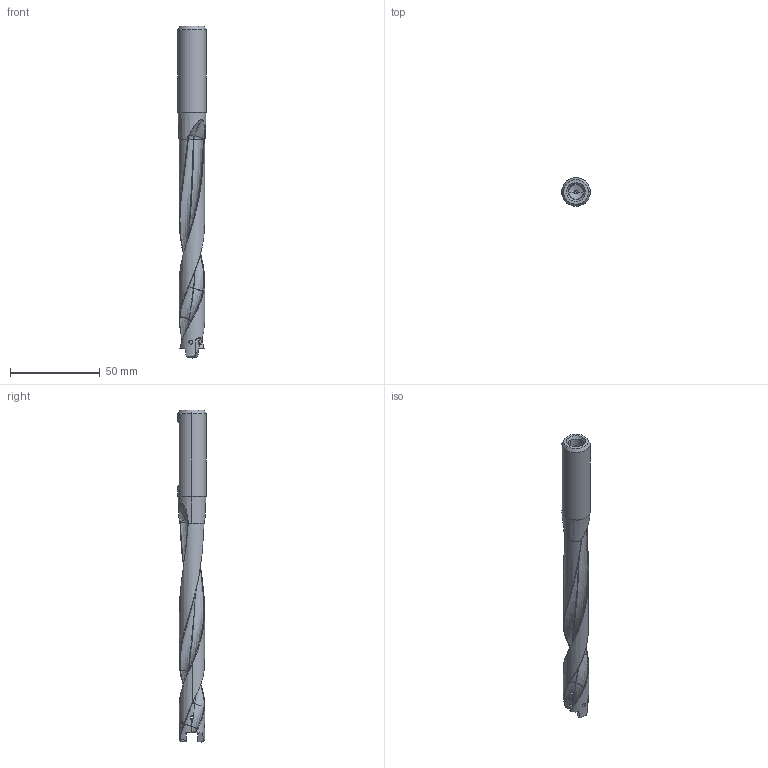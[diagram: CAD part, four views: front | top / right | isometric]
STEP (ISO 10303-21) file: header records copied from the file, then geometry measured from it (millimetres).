
FILE_DESCRIPTION(/* description */ (''),/* implementation_level */ '2;1');
FILE_NAME(/* name */ 'STAWLN0037.stp',/* time_stamp */ '2025-06-11T16:51:47+09:00',/* author */ (''),/* organization */ (''),/* preprocessor_version */ 'ST-DEVELOPER v18.101',/* originating_system */ 'SIEMENS PLM Software NX 2011',/* authorisation */ '');
FILE_SCHEMA (('AUTOMOTIVE_DESIGN { 1 0 10303 214 3 1 1 1 }'));
Length unit declared in the file: millimetre
Products named in the file (1): STAWLN0037_ASM
Bounding box: 15.88 x 15.88 x 184.61 mm (x, y, z)
Volume: 18038.1 mm3; surface area: 11446.4 mm2
Topology: 3 solids, 3 shells, 257 faces, 777 edges, 515 vertices
Faces by surface type: cylinder 89, bspline 48, plane 42, cone 37, sphere 33, torus 6, revolution 2
Entity records: 18418 total; most frequent: CARTESIAN_POINT 12292, ORIENTED_EDGE 1518, DIRECTION 882, EDGE_CURVE 759, VERTEX_POINT 511, B_SPLINE_CURVE_WITH_KNOTS 471, AXIS2_PLACEMENT_3D 368, EDGE_LOOP 270
